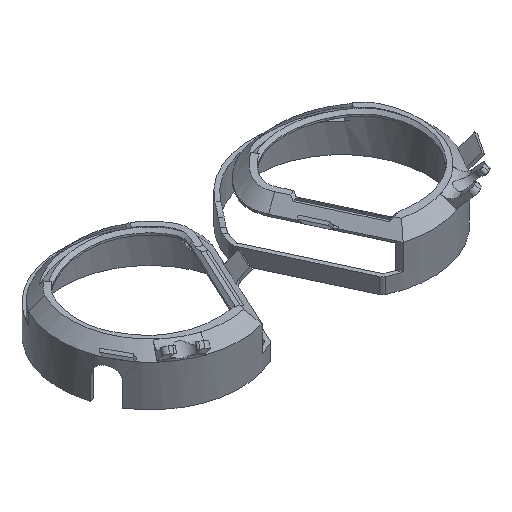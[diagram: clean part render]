
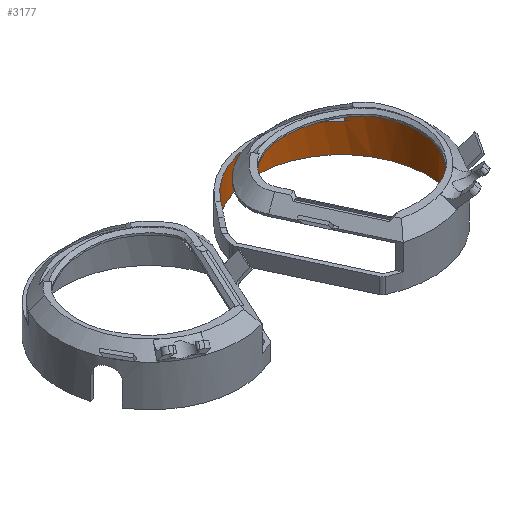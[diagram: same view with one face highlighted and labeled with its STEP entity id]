
A CAD part, isometric view. The second image highlights one B-rep face of the part: STEP entity #3177.
In plain terms, the highlighted cylindrical face has radius 29.35 mm (diameter 58.7 mm), a partial arc.
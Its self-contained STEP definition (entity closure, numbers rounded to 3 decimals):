
#148=B_SPLINE_CURVE_WITH_KNOTS('',3,(#7560,#7561,#7562,#7563,#7564,#7565,
#7566,#7567),.UNSPECIFIED.,.F.,.F.,(4,2,2,4),(1.833,1.89,
2.081,2.266),.UNSPECIFIED.);
#153=B_SPLINE_CURVE_WITH_KNOTS('',3,(#7724,#7725,#7726,#7727,#7728,#7729,
#7730,#7731),.UNSPECIFIED.,.F.,.F.,(4,2,2,4),(0.932,1.01,
1.088,1.112),.UNSPECIFIED.);
#154=B_SPLINE_CURVE_WITH_KNOTS('',3,(#7742,#7743,#7744,#7745),
 .UNSPECIFIED.,.F.,.F.,(4,4),(-0.044,0.),.UNSPECIFIED.);
#407=FACE_OUTER_BOUND('',#576,.T.);
#576=EDGE_LOOP('',(#2769,#2770,#2771,#2772,#2773,#2774,#2775,#2776,#2777,
#2778,#2779));
#693=CIRCLE('',#3436,29.35);
#694=CIRCLE('',#3439,29.35);
#695=CIRCLE('',#3440,29.35);
#696=CIRCLE('',#3441,29.35);
#732=ELLIPSE('',#3438,47.366,29.35);
#926=LINE('',#7717,#1172);
#927=LINE('',#7735,#1173);
#928=LINE('',#7739,#1174);
#1172=VECTOR('',#4085,10.);
#1173=VECTOR('',#4096,10.);
#1174=VECTOR('',#4099,10.);
#1468=VERTEX_POINT('',#7557);
#1469=VERTEX_POINT('',#7559);
#1483=VERTEX_POINT('',#7671);
#1484=VERTEX_POINT('',#7694);
#1485=VERTEX_POINT('',#7721);
#1486=VERTEX_POINT('',#7723);
#1487=VERTEX_POINT('',#7732);
#1488=VERTEX_POINT('',#7734);
#1489=VERTEX_POINT('',#7736);
#1490=VERTEX_POINT('',#7738);
#1491=VERTEX_POINT('',#7740);
#1910=EDGE_CURVE('',#1468,#1469,#148,.T.);
#1931=EDGE_CURVE('',#1483,#1484,#926,.T.);
#1932=EDGE_CURVE('',#1484,#1469,#693,.T.);
#1933=EDGE_CURVE('',#1485,#1468,#732,.T.);
#1934=EDGE_CURVE('',#1486,#1485,#153,.T.);
#1935=EDGE_CURVE('',#1487,#1486,#694,.T.);
#1936=EDGE_CURVE('',#1488,#1487,#927,.T.);
#1937=EDGE_CURVE('',#1489,#1488,#695,.T.);
#1938=EDGE_CURVE('',#1489,#1490,#928,.T.);
#1939=EDGE_CURVE('',#1490,#1491,#696,.T.);
#1940=EDGE_CURVE('',#1483,#1491,#154,.T.);
#2769=ORIENTED_EDGE('',*,*,#1910,.F.);
#2770=ORIENTED_EDGE('',*,*,#1933,.F.);
#2771=ORIENTED_EDGE('',*,*,#1934,.F.);
#2772=ORIENTED_EDGE('',*,*,#1935,.F.);
#2773=ORIENTED_EDGE('',*,*,#1936,.F.);
#2774=ORIENTED_EDGE('',*,*,#1937,.F.);
#2775=ORIENTED_EDGE('',*,*,#1938,.T.);
#2776=ORIENTED_EDGE('',*,*,#1939,.T.);
#2777=ORIENTED_EDGE('',*,*,#1940,.F.);
#2778=ORIENTED_EDGE('',*,*,#1931,.T.);
#2779=ORIENTED_EDGE('',*,*,#1932,.T.);
#3044=CYLINDRICAL_SURFACE('',#3437,29.35);
#3177=ADVANCED_FACE('',(#407),#3044,.F.);
#3436=AXIS2_PLACEMENT_3D('',#7719,#4088,#4089);
#3437=AXIS2_PLACEMENT_3D('',#7720,#4090,#4091);
#3438=AXIS2_PLACEMENT_3D('',#7722,#4092,#4093);
#3439=AXIS2_PLACEMENT_3D('',#7733,#4094,#4095);
#3440=AXIS2_PLACEMENT_3D('',#7737,#4097,#4098);
#3441=AXIS2_PLACEMENT_3D('',#7741,#4100,#4101);
#4085=DIRECTION('',(0.,0.,-1.));
#4088=DIRECTION('center_axis',(0.,0.,1.));
#4089=DIRECTION('ref_axis',(-0.967,0.253,0.));
#4090=DIRECTION('center_axis',(0.,0.,1.));
#4091=DIRECTION('ref_axis',(0.275,0.962,0.));
#4092=DIRECTION('center_axis',(0.525,0.584,-0.62));
#4093=DIRECTION('ref_axis',(-0.414,-0.461,-0.785));
#4094=DIRECTION('center_axis',(0.,0.,-1.));
#4095=DIRECTION('ref_axis',(-0.967,0.253,0.));
#4096=DIRECTION('',(0.,0.,1.));
#4097=DIRECTION('center_axis',(0.,0.,1.));
#4098=DIRECTION('ref_axis',(-0.967,0.253,0.));
#4099=DIRECTION('',(0.,0.,1.));
#4100=DIRECTION('center_axis',(0.,0.,1.));
#4101=DIRECTION('ref_axis',(-0.967,0.253,0.));
#7557=CARTESIAN_POINT('',(-46.459,12.672,7.999));
#7559=CARTESIAN_POINT('',(-44.312,15.946,9.9));
#7560=CARTESIAN_POINT('Ctrl Pts',(-46.459,12.672,7.999));
#7561=CARTESIAN_POINT('Ctrl Pts',(-46.398,12.78,8.151));
#7562=CARTESIAN_POINT('Ctrl Pts',(-46.333,12.894,8.295));
#7563=CARTESIAN_POINT('Ctrl Pts',(-46.037,13.402,8.874));
#7564=CARTESIAN_POINT('Ctrl Pts',(-45.74,13.89,9.26));
#7565=CARTESIAN_POINT('Ctrl Pts',(-45.063,14.916,9.766));
#7566=CARTESIAN_POINT('Ctrl Pts',(-44.685,15.452,9.893));
#7567=CARTESIAN_POINT('Ctrl Pts',(-44.312,15.946,9.9));
#7671=CARTESIAN_POINT('',(0.288,18.567,12.9));
#7694=CARTESIAN_POINT('',(0.288,18.567,9.9));
#7717=CARTESIAN_POINT('',(0.288,18.567,12.9));
#7719=CARTESIAN_POINT('Origin',(-20.895,-1.747,9.9));
#7720=CARTESIAN_POINT('Origin',(-20.895,-1.747,0.));
#7721=CARTESIAN_POINT('',(-47.196,11.278,6.061));
#7722=CARTESIAN_POINT('Origin',(-20.895,-1.747,16.069));
#7723=CARTESIAN_POINT('',(-47.884,9.786,5.3));
#7724=CARTESIAN_POINT('Ctrl Pts',(-47.884,9.786,5.3));
#7725=CARTESIAN_POINT('Ctrl Pts',(-47.782,10.026,5.3));
#7726=CARTESIAN_POINT('Ctrl Pts',(-47.668,10.281,5.349));
#7727=CARTESIAN_POINT('Ctrl Pts',(-47.453,10.75,5.551));
#7728=CARTESIAN_POINT('Ctrl Pts',(-47.35,10.964,5.705));
#7729=CARTESIAN_POINT('Ctrl Pts',(-47.243,11.184,5.94));
#7730=CARTESIAN_POINT('Ctrl Pts',(-47.219,11.232,5.998));
#7731=CARTESIAN_POINT('Ctrl Pts',(-47.196,11.278,6.061));
#7732=CARTESIAN_POINT('',(-49.29,5.681,5.3));
#7733=CARTESIAN_POINT('Origin',(-20.895,-1.747,5.3));
#7734=CARTESIAN_POINT('',(-49.29,5.681,0.));
#7735=CARTESIAN_POINT('',(-49.29,5.681,0.));
#7736=CARTESIAN_POINT('',(7.136,-10.445,0.));
#7737=CARTESIAN_POINT('Origin',(-20.895,-1.747,0.));
#7738=CARTESIAN_POINT('',(7.136,-10.445,13.34));
#7739=CARTESIAN_POINT('',(7.136,-10.445,0.));
#7740=CARTESIAN_POINT('',(0.288,18.567,13.34));
#7741=CARTESIAN_POINT('Origin',(-20.895,-1.747,13.34));
#7742=CARTESIAN_POINT('Ctrl Pts',(0.288,18.567,12.9));
#7743=CARTESIAN_POINT('Ctrl Pts',(0.288,18.567,13.047));
#7744=CARTESIAN_POINT('Ctrl Pts',(0.288,18.567,13.193));
#7745=CARTESIAN_POINT('Ctrl Pts',(0.288,18.567,13.34));
